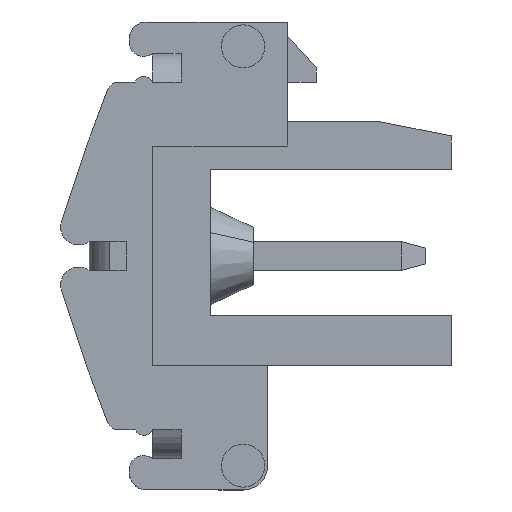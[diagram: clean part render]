
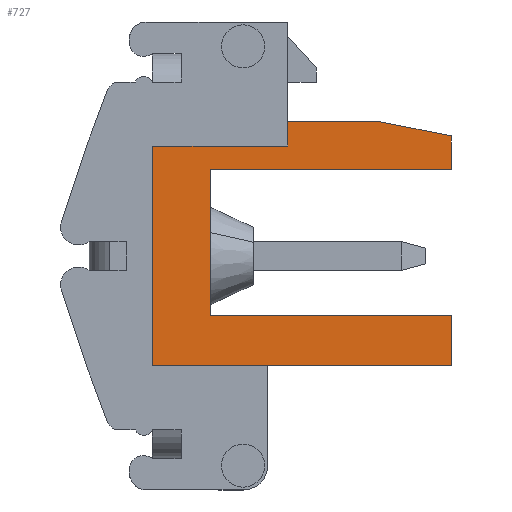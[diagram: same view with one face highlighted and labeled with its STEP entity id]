
A CAD part, front view. The second image highlights one B-rep face of the part: STEP entity #727.
In plain terms, the highlighted planar face has unit normal (0, -1, 0).
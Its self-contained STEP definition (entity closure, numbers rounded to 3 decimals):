
#651=AXIS2_PLACEMENT_3D('Plane Axis2P3D',#648,#649,#650) ;
#384=CARTESIAN_POINT('Vertex',(5.206,0.,11.17)) ;
#387=CARTESIAN_POINT('Line Origine',(5.206,0.,8.622)) ;
#391=CARTESIAN_POINT('Vertex',(5.206,0.,6.074)) ;
#628=CARTESIAN_POINT('Line Origine',(9.405,0.,6.074)) ;
#632=CARTESIAN_POINT('Vertex',(13.604,0.,6.074)) ;
#648=CARTESIAN_POINT('Axis2P3D Location',(1.606,0.,8.147)) ;
#653=CARTESIAN_POINT('Line Origine',(9.405,0.,11.17)) ;
#657=CARTESIAN_POINT('Vertex',(13.604,0.,11.17)) ;
#660=CARTESIAN_POINT('Line Origine',(13.604,0.,11.748)) ;
#664=CARTESIAN_POINT('Vertex',(13.604,0.,12.326)) ;
#667=CARTESIAN_POINT('Line Origine',(12.354,0.,12.576)) ;
#671=CARTESIAN_POINT('Vertex',(11.104,0.,12.826)) ;
#674=CARTESIAN_POINT('Line Origine',(9.505,0.,12.826)) ;
#678=CARTESIAN_POINT('Vertex',(7.905,0.,12.826)) ;
#681=CARTESIAN_POINT('Line Origine',(7.905,0.,12.401)) ;
#685=CARTESIAN_POINT('Vertex',(7.905,0.,11.976)) ;
#688=CARTESIAN_POINT('Line Origine',(5.555,0.,11.976)) ;
#692=CARTESIAN_POINT('Vertex',(3.206,0.,11.976)) ;
#695=CARTESIAN_POINT('Line Origine',(3.206,0.,8.162)) ;
#699=CARTESIAN_POINT('Vertex',(3.206,0.,4.348)) ;
#702=CARTESIAN_POINT('Line Origine',(8.405,0.,4.348)) ;
#706=CARTESIAN_POINT('Vertex',(13.604,0.,4.348)) ;
#709=CARTESIAN_POINT('Line Origine',(13.604,0.,5.211)) ;
#388=DIRECTION('Vector Direction',(0.,0.,-1.)) ;
#629=DIRECTION('Vector Direction',(-1.,0.,0.)) ;
#649=DIRECTION('Axis2P3D Direction',(0.,-1.,0.)) ;
#650=DIRECTION('Axis2P3D XDirection',(-1.,0.,0.)) ;
#654=DIRECTION('Vector Direction',(-1.,0.,0.)) ;
#661=DIRECTION('Vector Direction',(0.,0.,-1.)) ;
#668=DIRECTION('Vector Direction',(0.981,0.,-0.196)) ;
#675=DIRECTION('Vector Direction',(1.,0.,0.)) ;
#682=DIRECTION('Vector Direction',(0.,0.,-1.)) ;
#689=DIRECTION('Vector Direction',(1.,0.,0.)) ;
#696=DIRECTION('Vector Direction',(0.,0.,-1.)) ;
#703=DIRECTION('Vector Direction',(1.,0.,0.)) ;
#710=DIRECTION('Vector Direction',(0.,0.,1.)) ;
#389=VECTOR('Line Direction',#388,1.) ;
#630=VECTOR('Line Direction',#629,1.) ;
#655=VECTOR('Line Direction',#654,1.) ;
#662=VECTOR('Line Direction',#661,1.) ;
#669=VECTOR('Line Direction',#668,1.) ;
#676=VECTOR('Line Direction',#675,1.) ;
#683=VECTOR('Line Direction',#682,1.) ;
#690=VECTOR('Line Direction',#689,1.) ;
#697=VECTOR('Line Direction',#696,1.) ;
#704=VECTOR('Line Direction',#703,1.) ;
#711=VECTOR('Line Direction',#710,1.) ;
#715=ORIENTED_EDGE('',*,*,#659,.F.) ;
#716=ORIENTED_EDGE('',*,*,#666,.T.) ;
#717=ORIENTED_EDGE('',*,*,#673,.T.) ;
#718=ORIENTED_EDGE('',*,*,#680,.F.) ;
#719=ORIENTED_EDGE('',*,*,#687,.F.) ;
#720=ORIENTED_EDGE('',*,*,#694,.T.) ;
#721=ORIENTED_EDGE('',*,*,#701,.T.) ;
#722=ORIENTED_EDGE('',*,*,#708,.T.) ;
#723=ORIENTED_EDGE('',*,*,#713,.T.) ;
#724=ORIENTED_EDGE('',*,*,#634,.T.) ;
#725=ORIENTED_EDGE('',*,*,#393,.T.) ;
#727=ADVANCED_FACE('STIFTLEISTE',(#726),#652,.T.) ;
#393=EDGE_CURVE('',#392,#385,#390,.F.) ;
#634=EDGE_CURVE('',#633,#392,#631,.T.) ;
#659=EDGE_CURVE('',#658,#385,#656,.T.) ;
#666=EDGE_CURVE('',#658,#665,#663,.F.) ;
#673=EDGE_CURVE('',#665,#672,#670,.F.) ;
#680=EDGE_CURVE('',#679,#672,#677,.T.) ;
#687=EDGE_CURVE('',#686,#679,#684,.F.) ;
#694=EDGE_CURVE('',#686,#693,#691,.F.) ;
#701=EDGE_CURVE('',#693,#700,#698,.T.) ;
#708=EDGE_CURVE('',#700,#707,#705,.T.) ;
#713=EDGE_CURVE('',#707,#633,#712,.T.) ;
#714=EDGE_LOOP('',(#715,#716,#717,#718,#719,#720,#721,#722,#723,#724,#725)) ;
#726=FACE_OUTER_BOUND('',#714,.T.) ;
#390=LINE('Line',#387,#389) ;
#631=LINE('Line',#628,#630) ;
#656=LINE('Line',#653,#655) ;
#663=LINE('Line',#660,#662) ;
#670=LINE('Line',#667,#669) ;
#677=LINE('Line',#674,#676) ;
#684=LINE('Line',#681,#683) ;
#691=LINE('Line',#688,#690) ;
#698=LINE('Line',#695,#697) ;
#705=LINE('Line',#702,#704) ;
#712=LINE('Line',#709,#711) ;
#652=PLANE('',#651) ;
#385=VERTEX_POINT('',#384) ;
#392=VERTEX_POINT('',#391) ;
#633=VERTEX_POINT('',#632) ;
#658=VERTEX_POINT('',#657) ;
#665=VERTEX_POINT('',#664) ;
#672=VERTEX_POINT('',#671) ;
#679=VERTEX_POINT('',#678) ;
#686=VERTEX_POINT('',#685) ;
#693=VERTEX_POINT('',#692) ;
#700=VERTEX_POINT('',#699) ;
#707=VERTEX_POINT('',#706) ;
